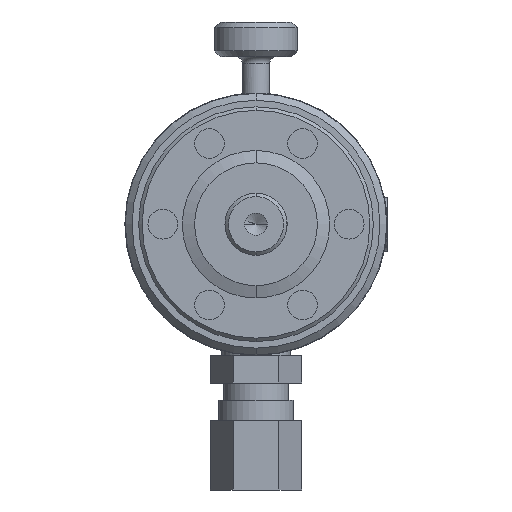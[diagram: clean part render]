
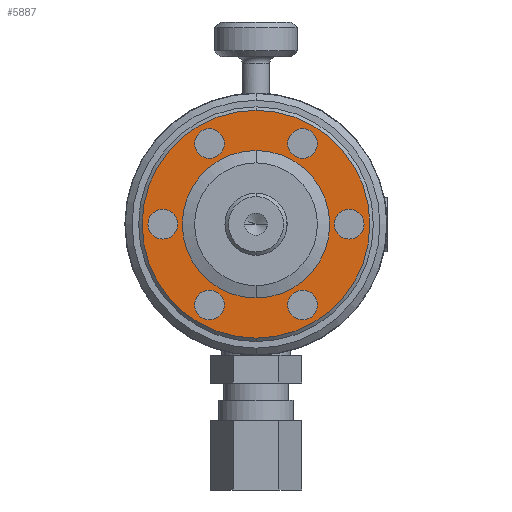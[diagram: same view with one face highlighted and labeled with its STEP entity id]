
A CAD part, front view. The second image highlights one B-rep face of the part: STEP entity #5887.
In plain terms, the highlighted planar face has unit normal (0, -1, 0).
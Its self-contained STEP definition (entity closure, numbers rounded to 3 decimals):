
#2021=CARTESIAN_POINT('',(0.,0.,0.));
#2022=DIRECTION('',(0.,1.,0.));
#2023=DIRECTION('',(0.,0.,-1.));
#2024=AXIS2_PLACEMENT_3D('',#2021,#2022,#2023);
#2026=CARTESIAN_POINT('',(0.,0.,0.));
#2027=DIRECTION('',(0.,1.,0.));
#2028=DIRECTION('',(0.,0.,1.));
#2029=AXIS2_PLACEMENT_3D('',#2026,#2027,#2028);
#2031=CARTESIAN_POINT('',(6.75,0.,-11.691));
#2032=DIRECTION('',(0.,-1.,0.));
#2033=DIRECTION('',(0.5,0.,-0.866));
#2034=AXIS2_PLACEMENT_3D('',#2031,#2032,#2033);
#2036=CARTESIAN_POINT('',(6.75,0.,-11.691));
#2037=DIRECTION('',(0.,-1.,0.));
#2038=DIRECTION('',(0.866,0.,0.5));
#2039=AXIS2_PLACEMENT_3D('',#2036,#2037,#2038);
#2041=CARTESIAN_POINT('',(6.75,0.,-11.691));
#2042=DIRECTION('',(0.,-1.,0.));
#2043=DIRECTION('',(-0.866,0.,-0.5));
#2044=AXIS2_PLACEMENT_3D('',#2041,#2042,#2043);
#2046=CARTESIAN_POINT('',(-6.75,0.,-11.691));
#2047=DIRECTION('',(0.,-1.,0.));
#2048=DIRECTION('',(-0.5,0.,-0.866));
#2049=AXIS2_PLACEMENT_3D('',#2046,#2047,#2048);
#2051=CARTESIAN_POINT('',(-6.75,0.,-11.691));
#2052=DIRECTION('',(0.,-1.,0.));
#2053=DIRECTION('',(0.866,0.,-0.5));
#2054=AXIS2_PLACEMENT_3D('',#2051,#2052,#2053);
#2056=CARTESIAN_POINT('',(-6.75,0.,-11.691));
#2057=DIRECTION('',(0.,-1.,0.));
#2058=DIRECTION('',(-0.866,0.,0.5));
#2059=AXIS2_PLACEMENT_3D('',#2056,#2057,#2058);
#2061=CARTESIAN_POINT('',(-13.5,0.,0.));
#2062=DIRECTION('',(0.,-1.,0.));
#2063=DIRECTION('',(-1.,0.,0.));
#2064=AXIS2_PLACEMENT_3D('',#2061,#2062,#2063);
#2066=CARTESIAN_POINT('',(-13.5,0.,0.));
#2067=DIRECTION('',(0.,-1.,0.));
#2068=DIRECTION('',(0.,0.,-1.));
#2069=AXIS2_PLACEMENT_3D('',#2066,#2067,#2068);
#2071=CARTESIAN_POINT('',(-13.5,0.,0.));
#2072=DIRECTION('',(0.,-1.,0.));
#2073=DIRECTION('',(0.,0.,1.));
#2074=AXIS2_PLACEMENT_3D('',#2071,#2072,#2073);
#2076=CARTESIAN_POINT('',(-6.75,0.,11.691));
#2077=DIRECTION('',(0.,-1.,0.));
#2078=DIRECTION('',(-0.5,0.,0.866));
#2079=AXIS2_PLACEMENT_3D('',#2076,#2077,#2078);
#2081=CARTESIAN_POINT('',(-6.75,0.,11.691));
#2082=DIRECTION('',(0.,-1.,0.));
#2083=DIRECTION('',(-0.866,0.,-0.5));
#2084=AXIS2_PLACEMENT_3D('',#2081,#2082,#2083);
#2086=CARTESIAN_POINT('',(-6.75,0.,11.691));
#2087=DIRECTION('',(0.,-1.,0.));
#2088=DIRECTION('',(0.866,0.,0.5));
#2089=AXIS2_PLACEMENT_3D('',#2086,#2087,#2088);
#2091=CARTESIAN_POINT('',(6.75,0.,11.691));
#2092=DIRECTION('',(0.,-1.,0.));
#2093=DIRECTION('',(0.5,0.,0.866));
#2094=AXIS2_PLACEMENT_3D('',#2091,#2092,#2093);
#2096=CARTESIAN_POINT('',(6.75,0.,11.691));
#2097=DIRECTION('',(0.,-1.,0.));
#2098=DIRECTION('',(-0.866,0.,0.5));
#2099=AXIS2_PLACEMENT_3D('',#2096,#2097,#2098);
#2101=CARTESIAN_POINT('',(6.75,0.,11.691));
#2102=DIRECTION('',(0.,-1.,0.));
#2103=DIRECTION('',(0.866,0.,-0.5));
#2104=AXIS2_PLACEMENT_3D('',#2101,#2102,#2103);
#2106=CARTESIAN_POINT('',(0.,0.,0.));
#2107=DIRECTION('',(0.,-1.,0.));
#2108=DIRECTION('',(0.,0.,1.));
#2109=AXIS2_PLACEMENT_3D('',#2106,#2107,#2108);
#2111=CARTESIAN_POINT('',(0.,0.,0.));
#2112=DIRECTION('',(0.,-1.,0.));
#2113=DIRECTION('',(0.,0.,-1.));
#2114=AXIS2_PLACEMENT_3D('',#2111,#2112,#2113);
#2116=CARTESIAN_POINT('',(13.5,0.,0.));
#2117=DIRECTION('',(0.,-1.,0.));
#2118=DIRECTION('',(1.,0.,0.));
#2119=AXIS2_PLACEMENT_3D('',#2116,#2117,#2118);
#2121=CARTESIAN_POINT('',(13.5,0.,0.));
#2122=DIRECTION('',(0.,-1.,0.));
#2123=DIRECTION('',(0.,0.,1.));
#2124=AXIS2_PLACEMENT_3D('',#2121,#2122,#2123);
#2126=CARTESIAN_POINT('',(13.5,0.,0.));
#2127=DIRECTION('',(0.,-1.,0.));
#2128=DIRECTION('',(0.,0.,-1.));
#2129=AXIS2_PLACEMENT_3D('',#2126,#2127,#2128);
#2568=CARTESIAN_POINT('',(4.888,0.,
-12.766));
#2570=VERTEX_POINT('',#2568);
#2571=CARTESIAN_POINT('',(7.825,0.,-13.553));
#2572=VERTEX_POINT('',#2571);
#2573=CARTESIAN_POINT('',(8.612,0.,
-10.616));
#2574=VERTEX_POINT('',#2573);
#2578=CARTESIAN_POINT('',(-8.612,0.,
-10.616));
#2580=VERTEX_POINT('',#2578);
#2581=CARTESIAN_POINT('',(-7.825,0.,-13.553));
#2582=VERTEX_POINT('',#2581);
#2583=CARTESIAN_POINT('',(-4.888,0.,
-12.766));
#2584=VERTEX_POINT('',#2583);
#2588=CARTESIAN_POINT('',(-13.5,0.,2.15));
#2590=VERTEX_POINT('',#2588);
#2591=CARTESIAN_POINT('',(-15.65,0.,0.));
#2592=VERTEX_POINT('',#2591);
#2593=CARTESIAN_POINT('',(-13.5,0.,-2.15));
#2594=VERTEX_POINT('',#2593);
#2598=CARTESIAN_POINT('',(-4.888,0.,
12.766));
#2600=VERTEX_POINT('',#2598);
#2601=CARTESIAN_POINT('',(-7.825,0.,13.553));
#2602=VERTEX_POINT('',#2601);
#2603=CARTESIAN_POINT('',(-8.612,0.,
10.616));
#2604=VERTEX_POINT('',#2603);
#2608=CARTESIAN_POINT('',(8.612,0.,
10.616));
#2610=VERTEX_POINT('',#2608);
#2611=CARTESIAN_POINT('',(7.825,0.,13.553));
#2612=VERTEX_POINT('',#2611);
#2613=CARTESIAN_POINT('',(4.888,0.,
12.766));
#2614=VERTEX_POINT('',#2613);
#2634=CARTESIAN_POINT('',(0.,0.,-10.68));
#2636=VERTEX_POINT('',#2634);
#2637=CARTESIAN_POINT('',(0.,0.,10.68));
#2638=VERTEX_POINT('',#2637);
#2654=CARTESIAN_POINT('',(13.5,0.,-2.15));
#2656=VERTEX_POINT('',#2654);
#2657=CARTESIAN_POINT('',(15.65,0.,0.));
#2658=VERTEX_POINT('',#2657);
#2659=CARTESIAN_POINT('',(13.5,0.,2.15));
#2660=VERTEX_POINT('',#2659);
#2663=CARTESIAN_POINT('',(0.,0.,16.5));
#2664=VERTEX_POINT('',#2663);
#2665=CARTESIAN_POINT('',(0.,0.,-16.5));
#2666=VERTEX_POINT('',#2665);
#5824=CARTESIAN_POINT('',(0.,0.,10.68));
#5825=DIRECTION('',(0.,-1.,0.));
#5826=DIRECTION('',(0.,0.,-1.));
#5827=AXIS2_PLACEMENT_3D('',#5824,#5825,#5826);
#5828=PLANE('',#5827);
#5829=ORIENTED_EDGE('',*,*,#5815,.T.);
#5830=ORIENTED_EDGE('',*,*,#5803,.T.);
#5831=EDGE_LOOP('',(#5829,#5830));
#5832=FACE_OUTER_BOUND('',#5831,.F.);
#5834=ORIENTED_EDGE('',*,*,#5833,.T.);
#5836=ORIENTED_EDGE('',*,*,#5835,.T.);
#5838=ORIENTED_EDGE('',*,*,#5837,.T.);
#5839=EDGE_LOOP('',(#5834,#5836,#5838));
#5840=FACE_BOUND('',#5839,.F.);
#5842=ORIENTED_EDGE('',*,*,#5841,.T.);
#5844=ORIENTED_EDGE('',*,*,#5843,.T.);
#5846=ORIENTED_EDGE('',*,*,#5845,.T.);
#5847=EDGE_LOOP('',(#5842,#5844,#5846));
#5848=FACE_BOUND('',#5847,.F.);
#5850=ORIENTED_EDGE('',*,*,#5849,.T.);
#5852=ORIENTED_EDGE('',*,*,#5851,.T.);
#5854=ORIENTED_EDGE('',*,*,#5853,.T.);
#5855=EDGE_LOOP('',(#5850,#5852,#5854));
#5856=FACE_BOUND('',#5855,.F.);
#5858=ORIENTED_EDGE('',*,*,#5857,.T.);
#5860=ORIENTED_EDGE('',*,*,#5859,.T.);
#5862=ORIENTED_EDGE('',*,*,#5861,.T.);
#5863=EDGE_LOOP('',(#5858,#5860,#5862));
#5864=FACE_BOUND('',#5863,.F.);
#5866=ORIENTED_EDGE('',*,*,#5865,.T.);
#5868=ORIENTED_EDGE('',*,*,#5867,.T.);
#5870=ORIENTED_EDGE('',*,*,#5869,.T.);
#5871=EDGE_LOOP('',(#5866,#5868,#5870));
#5872=FACE_BOUND('',#5871,.F.);
#5874=ORIENTED_EDGE('',*,*,#5873,.T.);
#5876=ORIENTED_EDGE('',*,*,#5875,.T.);
#5877=EDGE_LOOP('',(#5874,#5876));
#5878=FACE_BOUND('',#5877,.F.);
#5880=ORIENTED_EDGE('',*,*,#5879,.T.);
#5882=ORIENTED_EDGE('',*,*,#5881,.T.);
#5884=ORIENTED_EDGE('',*,*,#5883,.T.);
#5885=EDGE_LOOP('',(#5880,#5882,#5884));
#5886=FACE_BOUND('',#5885,.F.);
#5887=ADVANCED_FACE('',(#5832,#5840,#5848,#5856,#5864,#5872,#5878,#5886),#5828,
.T.);
#2025=CIRCLE('',#2024,16.5);
#2030=CIRCLE('',#2029,16.5);
#2035=CIRCLE('',#2034,2.15);
#2040=CIRCLE('',#2039,2.15);
#2045=CIRCLE('',#2044,2.15);
#2050=CIRCLE('',#2049,2.15);
#2055=CIRCLE('',#2054,2.15);
#2060=CIRCLE('',#2059,2.15);
#2065=CIRCLE('',#2064,2.15);
#2070=CIRCLE('',#2069,2.15);
#2075=CIRCLE('',#2074,2.15);
#2080=CIRCLE('',#2079,2.15);
#2085=CIRCLE('',#2084,2.15);
#2090=CIRCLE('',#2089,2.15);
#2095=CIRCLE('',#2094,2.15);
#2100=CIRCLE('',#2099,2.15);
#2105=CIRCLE('',#2104,2.15);
#2110=CIRCLE('',#2109,10.68);
#2115=CIRCLE('',#2114,10.68);
#2120=CIRCLE('',#2119,2.15);
#2125=CIRCLE('',#2124,2.15);
#2130=CIRCLE('',#2129,2.15);
#5803=EDGE_CURVE('',#2664,#2666,#2030,.T.);
#5815=EDGE_CURVE('',#2666,#2664,#2025,.T.);
#5833=EDGE_CURVE('',#2572,#2574,#2035,.T.);
#5835=EDGE_CURVE('',#2574,#2570,#2040,.T.);
#5837=EDGE_CURVE('',#2570,#2572,#2045,.T.);
#5841=EDGE_CURVE('',#2582,#2584,#2050,.T.);
#5843=EDGE_CURVE('',#2584,#2580,#2055,.T.);
#5845=EDGE_CURVE('',#2580,#2582,#2060,.T.);
#5849=EDGE_CURVE('',#2592,#2594,#2065,.T.);
#5851=EDGE_CURVE('',#2594,#2590,#2070,.T.);
#5853=EDGE_CURVE('',#2590,#2592,#2075,.T.);
#5857=EDGE_CURVE('',#2602,#2604,#2080,.T.);
#5859=EDGE_CURVE('',#2604,#2600,#2085,.T.);
#5861=EDGE_CURVE('',#2600,#2602,#2090,.T.);
#5865=EDGE_CURVE('',#2612,#2614,#2095,.T.);
#5867=EDGE_CURVE('',#2614,#2610,#2100,.T.);
#5869=EDGE_CURVE('',#2610,#2612,#2105,.T.);
#5873=EDGE_CURVE('',#2638,#2636,#2110,.T.);
#5875=EDGE_CURVE('',#2636,#2638,#2115,.T.);
#5879=EDGE_CURVE('',#2658,#2660,#2120,.T.);
#5881=EDGE_CURVE('',#2660,#2656,#2125,.T.);
#5883=EDGE_CURVE('',#2656,#2658,#2130,.T.);
